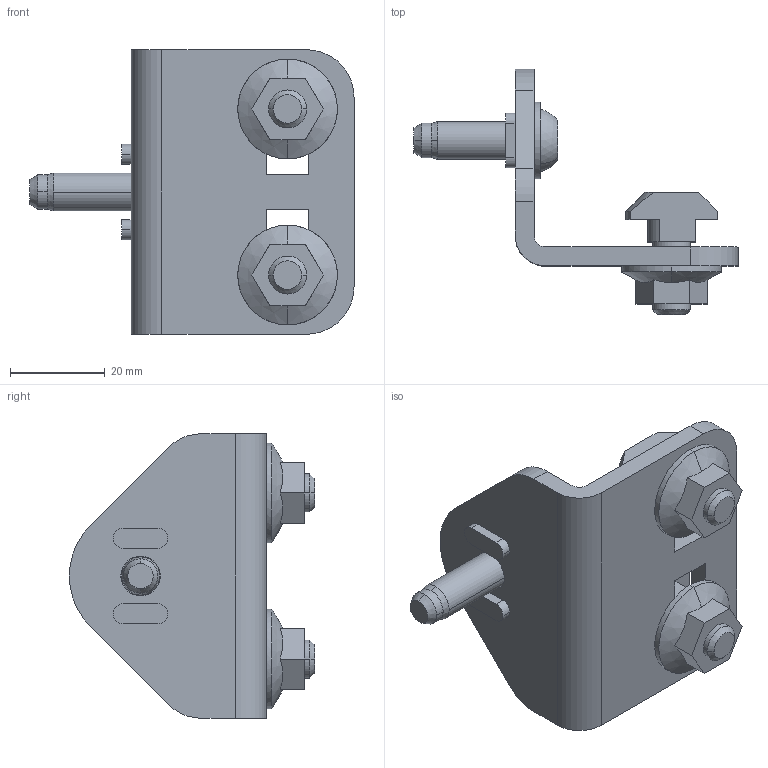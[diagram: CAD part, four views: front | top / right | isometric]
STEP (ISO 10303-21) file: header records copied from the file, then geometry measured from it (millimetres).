
FILE_DESCRIPTION(('STEP AP214'),'1');
FILE_NAME('cctmp_569F47AD-966A-4446-B55B-1466F49E0F48_2020_1_13_17_25_34_714..stp','2020-01-13T16:25:34',('Bosch Rexroth AG'),('CADClick - www.CADClick.com'),'Spatial InterOp 3D',' ','unknown authorization - (Healing Option Enabled)');
FILE_SCHEMA(('AUTOMOTIVE_DESIGN'));
Length unit declared in the file: millimetre
Products named in the file (1): 2020_01_13__17-25-34-714
Bounding box: 68.3 x 51.7 x 60 mm (x, y, z)
Volume: 23797.4 mm3; surface area: 13327.3 mm2
Topology: 1 solids, 1 shells, 159 faces, 415 edges, 270 vertices
Faces by surface type: plane 77, cylinder 62, cone 18, sphere 2
Entity records: 6340 total; most frequent: CARTESIAN_POINT 1009, DIRECTION 877, ORIENTED_EDGE 830, EDGE_CURVE 415, AXIS2_PLACEMENT_3D 322, VERTEX_POINT 270, LINE 233, VECTOR 233
